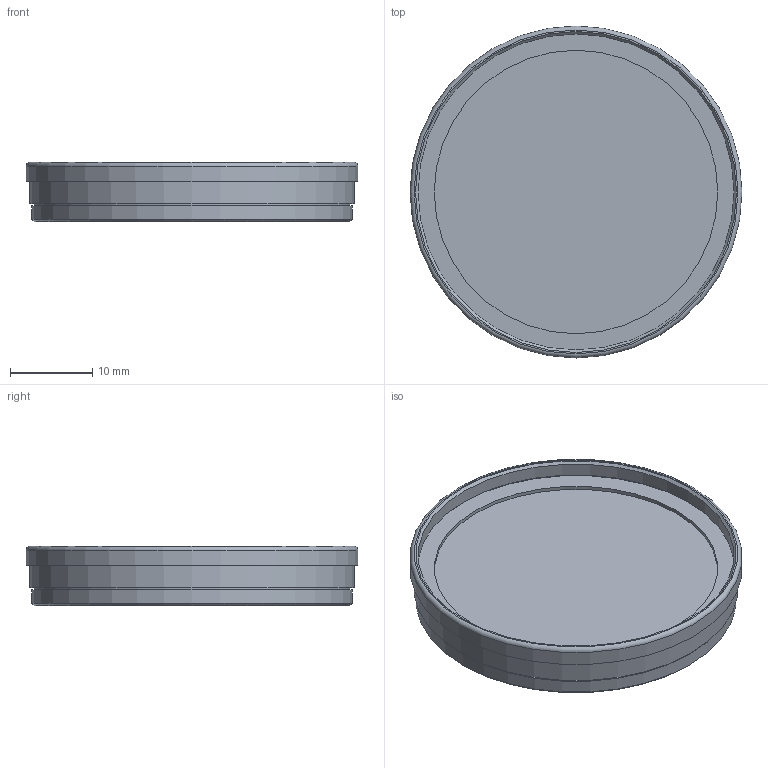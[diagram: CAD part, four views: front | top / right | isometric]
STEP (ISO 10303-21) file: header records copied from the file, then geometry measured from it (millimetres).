
FILE_DESCRIPTION(/* description */ (''),/* implementation_level */ '2;1');
FILE_NAME(/* name */ 'ND-Filter_1,2_M39x0,5.stp',/* time_stamp */ '2021-07-05T15:18:14+02:00',/* author */ (''),/* organization */ (''),/* preprocessor_version */ 'ST-DEVELOPER v16.5',/* originating_system */ 'Autodesk Inventor 2017',/* authorisation */ '');
FILE_SCHEMA (('AUTOMOTIVE_DESIGN { 1 0 10303 214 3 1 1 }'));
Length unit declared in the file: millimetre
Products named in the file (1): ND-Filter_1,2_M39x0,5
Bounding box: 40.4 x 40.4 x 7.2 mm (x, y, z)
Volume: 3313 mm3; surface area: 4730.3 mm2
Topology: 1 solids, 2 shells, 33 faces, 55 edges, 36 vertices
Faces by surface type: plane 14, cylinder 13, cone 5, torus 1
Full cylindrical faces by diameter (mm): 34.3 x1, 34.5 x1, 35.8 x1, 36.2 x1, 36.459 x2, 37.059 x1, 38.4 x1, 38.459 x1, 39 x1, 39.059 x1, 39.5 x1, 40.4 x1
Entity records: 733 total; most frequent: DIRECTION 132, CARTESIAN_POINT 98, AXIS2_PLACEMENT_3D 66, EDGE_LOOP 64, ORIENTED_EDGE 64, STYLED_ITEM 34, FACE_OUTER_BOUND 33, ADVANCED_FACE 33
